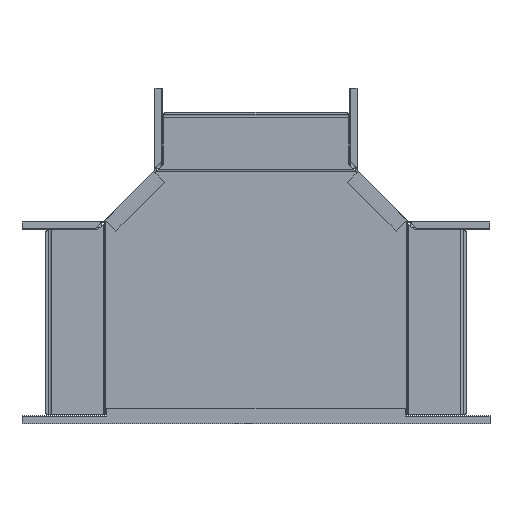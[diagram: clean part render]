
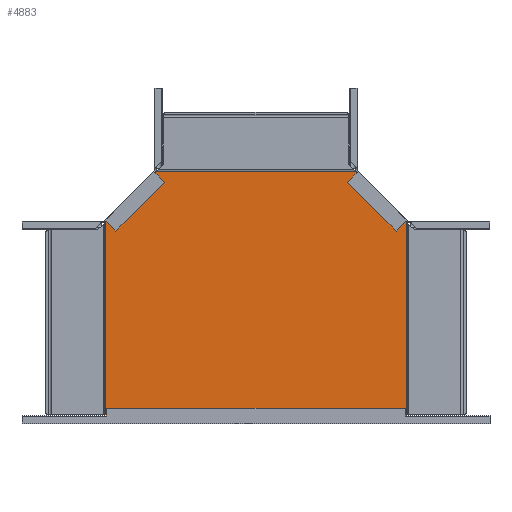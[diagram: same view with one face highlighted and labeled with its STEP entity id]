
A CAD part, front view. The second image highlights one B-rep face of the part: STEP entity #4883.
In plain terms, the highlighted planar face has unit normal (0, -1, 0).
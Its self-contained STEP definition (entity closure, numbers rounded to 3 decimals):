
#1 = CARTESIAN_POINT ( 'NONE',  ( 0., 0., 0. ) ) ;
#89 = DIRECTION ( 'NONE',  ( 0., 0., -1. ) ) ;
#105 = LINE ( 'NONE', #4293, #1460 ) ;
#111 = DIRECTION ( 'NONE',  ( 0., 0., -1. ) ) ;
#118 = LINE ( 'NONE', #3836, #1642 ) ;
#160 = CARTESIAN_POINT ( 'NONE',  ( -145.749, 0., 6.5 ) ) ;
#203 = VERTEX_POINT ( 'NONE', #1601 ) ;
#283 = CARTESIAN_POINT ( 'NONE',  ( -146.163, 0., 193.343 ) ) ;
#334 = CARTESIAN_POINT ( 'NONE',  ( -145.883, 0., 193.66 ) ) ;
#349 = ORIENTED_EDGE ( 'NONE', *, *, #3382, .T. ) ;
#352 = EDGE_CURVE ( 'NONE', #1846, #5254, #1210, .T. ) ;
#379 = VECTOR ( 'NONE', #620, 1000. ) ;
#525 = DIRECTION ( 'NONE',  ( 0., 0., -1. ) ) ;
#560 = EDGE_CURVE ( 'NONE', #3055, #5852, #5619, .T. ) ;
#620 = DIRECTION ( 'NONE',  ( -1., 0., 0. ) ) ;
#644 = ORIENTED_EDGE ( 'NONE', *, *, #5968, .T. ) ;
#671 = VECTOR ( 'NONE', #89, 1000. ) ;
#704 = ORIENTED_EDGE ( 'NONE', *, *, #1564, .F. ) ;
#837 = EDGE_LOOP ( 'NONE', ( #5766, #5993, #4142, #3928, #3555, #349, #3416, #4280, #644, #3328, #5066, #704, #2778, #2100, #4426, #2141 ) ) ;
#848 = CARTESIAN_POINT ( 'NONE',  ( 145.073, 0., 0. ) ) ;
#855 = VERTEX_POINT ( 'NONE', #5516 ) ;
#882 = LINE ( 'NONE', #2243, #5140 ) ;
#938 = CARTESIAN_POINT ( 'NONE',  ( -97.093, 0., 242.413 ) ) ;
#991 = LINE ( 'NONE', #1109, #671 ) ;
#1008 = CARTESIAN_POINT ( 'NONE',  ( -145.073, 0., 6.5 ) ) ;
#1082 = CARTESIAN_POINT ( 'NONE',  ( -145.749, 0., 193.824 ) ) ;
#1109 = CARTESIAN_POINT ( 'NONE',  ( 146.163, 0., 0. ) ) ;
#1122 = VERTEX_POINT ( 'NONE', #2950 ) ;
#1210 = B_SPLINE_CURVE_WITH_KNOTS ( 'NONE', 3,
 ( #5755, #1574, #3432, #3732 ),
 .UNSPECIFIED., .F., .F.,
 ( 4, 4 ),
 ( 0.005, 0.006 ),
 .UNSPECIFIED. ) ;
#1211 = CARTESIAN_POINT ( 'NONE',  ( 145.749, 0., 6.5 ) ) ;
#1221 = CARTESIAN_POINT ( 'NONE',  ( 145.749, 0., 6.5 ) ) ;
#1353 = LINE ( 'NONE', #2739, #2793 ) ;
#1366 = FACE_OUTER_BOUND ( 'NONE', #837, .T. ) ;
#1433 = VECTOR ( 'NONE', #1892, 1000. ) ;
#1460 = VECTOR ( 'NONE', #2430, 1000. ) ;
#1512 = B_SPLINE_CURVE_WITH_KNOTS ( 'NONE', 3,
 ( #3727, #2343, #3204, #5584 ),
 .UNSPECIFIED., .F., .F.,
 ( 4, 4 ),
 ( 0.005, 0.006 ),
 .UNSPECIFIED. ) ;
#1564 = EDGE_CURVE ( 'NONE', #3163, #5186, #2840, .T. ) ;
#1566 = LINE ( 'NONE', #2462, #4488 ) ;
#1574 = CARTESIAN_POINT ( 'NONE',  ( 145.883, 0., 193.66 ) ) ;
#1601 = CARTESIAN_POINT ( 'NONE',  ( 146.163, 0., 6.5 ) ) ;
#1642 = VECTOR ( 'NONE', #5693, 1000. ) ;
#1712 = VERTEX_POINT ( 'NONE', #4240 ) ;
#1762 = CARTESIAN_POINT ( 'NONE',  ( 145.073, 0., 0. ) ) ;
#1846 = VERTEX_POINT ( 'NONE', #1949 ) ;
#1892 = DIRECTION ( 'NONE',  ( -1., 0., 0. ) ) ;
#1907 = VERTEX_POINT ( 'NONE', #4046 ) ;
#1949 = CARTESIAN_POINT ( 'NONE',  ( 145.749, 0., 193.824 ) ) ;
#1954 = LINE ( 'NONE', #5753, #5424 ) ;
#1976 = EDGE_CURVE ( 'NONE', #3163, #3055, #1353, .T. ) ;
#1987 = CARTESIAN_POINT ( 'NONE',  ( -146.163, 0., 6.5 ) ) ;
#2100 = ORIENTED_EDGE ( 'NONE', *, *, #560, .T. ) ;
#2139 = VERTEX_POINT ( 'NONE', #1211 ) ;
#2141 = ORIENTED_EDGE ( 'NONE', *, *, #5664, .F. ) ;
#2243 = CARTESIAN_POINT ( 'NONE',  ( -146.163, 0., 0. ) ) ;
#2247 = EDGE_CURVE ( 'NONE', #5186, #1907, #882, .T. ) ;
#2332 = DIRECTION ( 'NONE',  ( 0., 1., 0. ) ) ;
#2343 = CARTESIAN_POINT ( 'NONE',  ( 97.41, 0., 242.133 ) ) ;
#2383 = DIRECTION ( 'NONE',  ( 1., 0., 0. ) ) ;
#2430 = DIRECTION ( 'NONE',  ( -0.707, 0., -0.707 ) ) ;
#2462 = CARTESIAN_POINT ( 'NONE',  ( 145.073, 0., 0. ) ) ;
#2656 = CARTESIAN_POINT ( 'NONE',  ( -97.246, 0., 242.267 ) ) ;
#2739 = CARTESIAN_POINT ( 'NONE',  ( -145.073, 0., 6.5 ) ) ;
#2746 = B_SPLINE_CURVE_WITH_KNOTS ( 'NONE', 3,
 ( #4070, #334, #3513, #283 ),
 .UNSPECIFIED., .F., .F.,
 ( 4, 4 ),
 ( 0.005, 0.006 ),
 .UNSPECIFIED. ) ;
#2778 = ORIENTED_EDGE ( 'NONE', *, *, #1976, .T. ) ;
#2793 = VECTOR ( 'NONE', #3267, 1000. ) ;
#2816 = VECTOR ( 'NONE', #4016, 1000. ) ;
#2840 = LINE ( 'NONE', #5135, #1433 ) ;
#2950 = CARTESIAN_POINT ( 'NONE',  ( -97.574, 0., 241.999 ) ) ;
#3055 = VERTEX_POINT ( 'NONE', #1008 ) ;
#3113 = B_SPLINE_CURVE_WITH_KNOTS ( 'NONE', 3,
 ( #3134, #4993, #2656, #5949 ),
 .UNSPECIFIED., .F., .F.,
 ( 4, 4 ),
 ( 0.005, 0.006 ),
 .UNSPECIFIED. ) ;
#3117 = CARTESIAN_POINT ( 'NONE',  ( -145.073, 0., 0. ) ) ;
#3134 = CARTESIAN_POINT ( 'NONE',  ( -97.574, 0., 241.999 ) ) ;
#3163 = VERTEX_POINT ( 'NONE', #160 ) ;
#3204 = CARTESIAN_POINT ( 'NONE',  ( 97.246, 0., 242.267 ) ) ;
#3242 = EDGE_CURVE ( 'NONE', #5168, #1907, #2746, .T. ) ;
#3251 = PLANE ( 'NONE',  #5440 ) ;
#3267 = DIRECTION ( 'NONE',  ( 1., 0., 0. ) ) ;
#3328 = ORIENTED_EDGE ( 'NONE', *, *, #3242, .T. ) ;
#3382 = EDGE_CURVE ( 'NONE', #5408, #855, #1512, .T. ) ;
#3416 = ORIENTED_EDGE ( 'NONE', *, *, #3944, .F. ) ;
#3425 = VERTEX_POINT ( 'NONE', #938 ) ;
#3432 = CARTESIAN_POINT ( 'NONE',  ( 146.017, 0., 193.496 ) ) ;
#3499 = EDGE_CURVE ( 'NONE', #1122, #3425, #3113, .T. ) ;
#3513 = CARTESIAN_POINT ( 'NONE',  ( -146.017, 0., 193.496 ) ) ;
#3555 = ORIENTED_EDGE ( 'NONE', *, *, #5212, .F. ) ;
#3569 = VERTEX_POINT ( 'NONE', #848 ) ;
#3727 = CARTESIAN_POINT ( 'NONE',  ( 97.574, 0., 241.999 ) ) ;
#3732 = CARTESIAN_POINT ( 'NONE',  ( 146.163, 0., 193.343 ) ) ;
#3836 = CARTESIAN_POINT ( 'NONE',  ( 137.925, 0., 201.648 ) ) ;
#3928 = ORIENTED_EDGE ( 'NONE', *, *, #352, .F. ) ;
#3944 = EDGE_CURVE ( 'NONE', #3425, #855, #1954, .T. ) ;
#3981 = LINE ( 'NONE', #1221, #2816 ) ;
#4016 = DIRECTION ( 'NONE',  ( 1., 0., 0. ) ) ;
#4046 = CARTESIAN_POINT ( 'NONE',  ( -146.163, 0., 193.343 ) ) ;
#4070 = CARTESIAN_POINT ( 'NONE',  ( -145.749, 0., 193.824 ) ) ;
#4122 = DIRECTION ( 'NONE',  ( 0., 0., 1. ) ) ;
#4142 = ORIENTED_EDGE ( 'NONE', *, *, #5143, .F. ) ;
#4166 = LINE ( 'NONE', #1762, #4946 ) ;
#4174 = CARTESIAN_POINT ( 'NONE',  ( 97.574, 0., 241.999 ) ) ;
#4239 = LINE ( 'NONE', #5748, #379 ) ;
#4240 = CARTESIAN_POINT ( 'NONE',  ( 145.073, 0., 6.5 ) ) ;
#4280 = ORIENTED_EDGE ( 'NONE', *, *, #3499, .F. ) ;
#4293 = CARTESIAN_POINT ( 'NONE',  ( -137.925, 0., 201.648 ) ) ;
#4379 = VECTOR ( 'NONE', #525, 1000. ) ;
#4426 = ORIENTED_EDGE ( 'NONE', *, *, #4495, .F. ) ;
#4488 = VECTOR ( 'NONE', #111, 1000. ) ;
#4495 = EDGE_CURVE ( 'NONE', #3569, #5852, #4166, .T. ) ;
#4716 = CARTESIAN_POINT ( 'NONE',  ( -145.073, 0., 0. ) ) ;
#4883 = ADVANCED_FACE ( 'NONE', ( #1366 ), #3251, .F. ) ;
#4946 = VECTOR ( 'NONE', #5491, 1000. ) ;
#4957 = CARTESIAN_POINT ( 'NONE',  ( 146.163, 0., 193.343 ) ) ;
#4993 = CARTESIAN_POINT ( 'NONE',  ( -97.41, 0., 242.133 ) ) ;
#5066 = ORIENTED_EDGE ( 'NONE', *, *, #2247, .F. ) ;
#5135 = CARTESIAN_POINT ( 'NONE',  ( 0., 0., 6.5 ) ) ;
#5140 = VECTOR ( 'NONE', #5551, 1000. ) ;
#5143 = EDGE_CURVE ( 'NONE', #5254, #203, #991, .T. ) ;
#5168 = VERTEX_POINT ( 'NONE', #1082 ) ;
#5186 = VERTEX_POINT ( 'NONE', #1987 ) ;
#5212 = EDGE_CURVE ( 'NONE', #5408, #1846, #118, .T. ) ;
#5254 = VERTEX_POINT ( 'NONE', #4957 ) ;
#5408 = VERTEX_POINT ( 'NONE', #4174 ) ;
#5424 = VECTOR ( 'NONE', #2383, 1000. ) ;
#5440 = AXIS2_PLACEMENT_3D ( 'NONE', #1, #2332, #4122 ) ;
#5491 = DIRECTION ( 'NONE',  ( -1., 0., 0. ) ) ;
#5516 = CARTESIAN_POINT ( 'NONE',  ( 97.093, 0., 242.413 ) ) ;
#5551 = DIRECTION ( 'NONE',  ( 0., 0., 1. ) ) ;
#5584 = CARTESIAN_POINT ( 'NONE',  ( 97.093, 0., 242.413 ) ) ;
#5613 = EDGE_CURVE ( 'NONE', #2139, #1712, #4239, .T. ) ;
#5619 = LINE ( 'NONE', #4716, #4379 ) ;
#5664 = EDGE_CURVE ( 'NONE', #1712, #3569, #1566, .T. ) ;
#5693 = DIRECTION ( 'NONE',  ( 0.707, 0., -0.707 ) ) ;
#5748 = CARTESIAN_POINT ( 'NONE',  ( 145.073, 0., 6.5 ) ) ;
#5753 = CARTESIAN_POINT ( 'NONE',  ( 0., 0., 242.413 ) ) ;
#5755 = CARTESIAN_POINT ( 'NONE',  ( 145.749, 0., 193.824 ) ) ;
#5761 = EDGE_CURVE ( 'NONE', #2139, #203, #3981, .T. ) ;
#5766 = ORIENTED_EDGE ( 'NONE', *, *, #5613, .F. ) ;
#5852 = VERTEX_POINT ( 'NONE', #3117 ) ;
#5949 = CARTESIAN_POINT ( 'NONE',  ( -97.093, 0., 242.413 ) ) ;
#5968 = EDGE_CURVE ( 'NONE', #1122, #5168, #105, .T. ) ;
#5993 = ORIENTED_EDGE ( 'NONE', *, *, #5761, .T. ) ;
